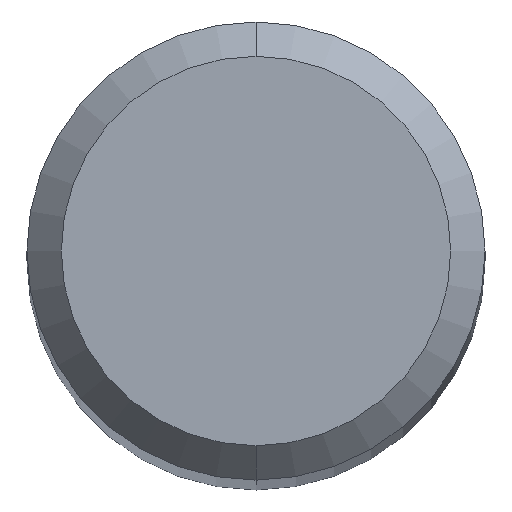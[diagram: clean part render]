
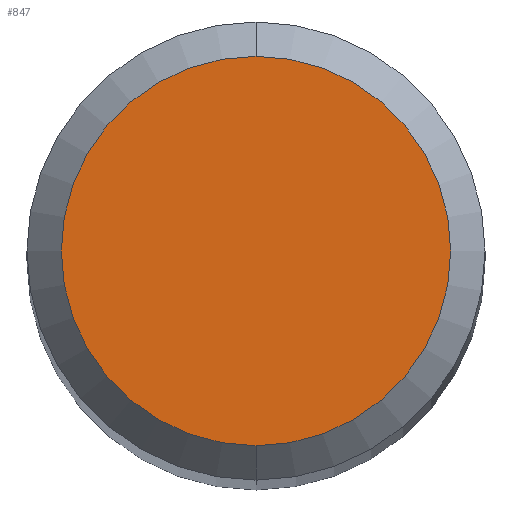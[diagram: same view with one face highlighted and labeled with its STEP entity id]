
A CAD part, top view. The second image highlights one B-rep face of the part: STEP entity #847.
In plain terms, the highlighted planar face has unit normal (0, 0, 1).
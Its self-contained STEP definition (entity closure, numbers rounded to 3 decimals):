
#411=EDGE_CURVE('',#761,#417,#1054,.T.);
#417=VERTEX_POINT('',#1061);
#761=VERTEX_POINT('',#1437);
#763=EDGE_CURVE('',#417,#761,#1439,.T.);
#847=ADVANCED_FACE('',(#1528),#1529,.T.);
#1054=CIRCLE('',#2788,1.7);
#1061=CARTESIAN_POINT('',(0.,-1.7,0.0));
#1437=CARTESIAN_POINT('',(0.0,1.7,0.0));
#1439=CIRCLE('',#6360,1.7);
#1528=FACE_OUTER_BOUND('',#6771,.T.);
#1529=PLANE('',#6772);
#2788=AXIS2_PLACEMENT_3D('',#8367,#8368,#8369);
#6360=AXIS2_PLACEMENT_3D('',#8758,#8759,#8760);
#6771=EDGE_LOOP('',(#8834,#8835));
#6772=AXIS2_PLACEMENT_3D('',#8836,#8837,#8838);
#8367=CARTESIAN_POINT('',(0.0,0.0,0.0));
#8368=DIRECTION('',(0.0,0.0,-1.0));
#8369=DIRECTION('',(0.0,1.0,0.0));
#8758=CARTESIAN_POINT('',(0.0,0.0,0.0));
#8759=DIRECTION('',(0.0,0.0,-1.0));
#8760=DIRECTION('',(0.0,1.0,0.0));
#8834=ORIENTED_EDGE('',*,*,#411,.F.);
#8835=ORIENTED_EDGE('',*,*,#763,.F.);
#8836=CARTESIAN_POINT('',(0.0,0.85,0.0));
#8837=DIRECTION('',(-0.0,0.0,1.0));
#8838=DIRECTION('',(0.0,-1.0,0.0));
